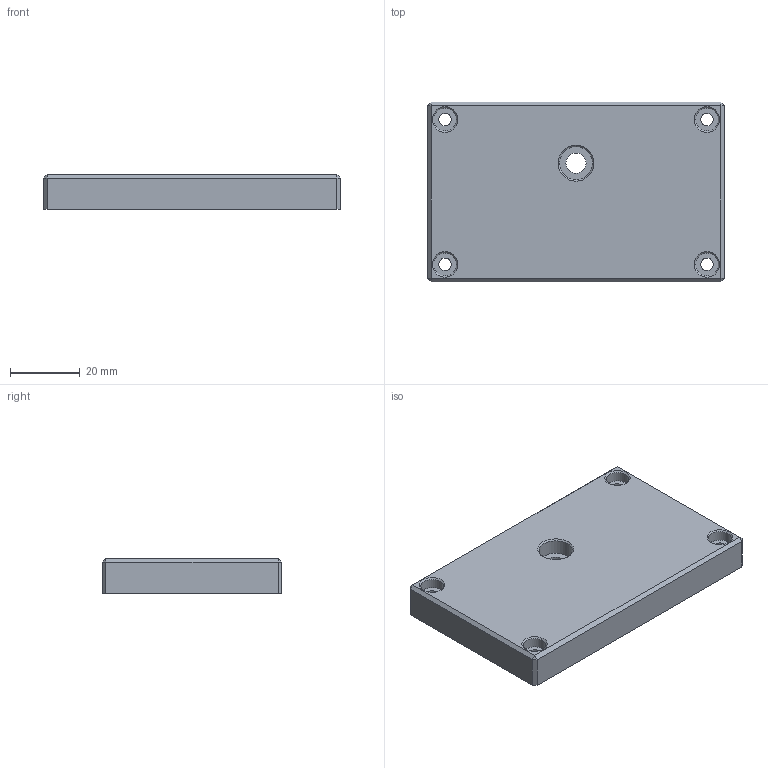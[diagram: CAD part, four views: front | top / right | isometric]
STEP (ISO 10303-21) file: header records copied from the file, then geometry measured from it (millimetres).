
FILE_DESCRIPTION(('FreeCAD Model'),'2;1');
FILE_NAME('Open CASCADE Shape Model','2025-04-15T20:00:38',(''),(''), 'Open CASCADE STEP processor 7.8','FreeCAD','Unknown');
FILE_SCHEMA(('AUTOMOTIVE_DESIGN { 1 0 10303 214 1 1 1 1 }'));
Length unit declared in the file: millimetre
Products named in the file (1): Body
Bounding box: 85 x 51.5 x 10 mm (x, y, z)
Volume: 39603.8 mm3; surface area: 12424 mm2
Topology: 1 solids, 1 shells, 44 faces, 86 edges, 51 vertices
Faces by surface type: plane 25, cylinder 12, cone 5, torus 2
Full cylindrical faces by diameter (mm): 3.6 x4, 5.8 x1, 6.5 x4, 9.5 x1, 22.3 x2
Entity records: 1153 total; most frequent: DIRECTION 209, CARTESIAN_POINT 182, ORIENTED_EDGE 172, EDGE_CURVE 86, AXIS2_PLACEMENT_3D 78, FACE_BOUND 61, EDGE_LOOP 61, LINE 53
